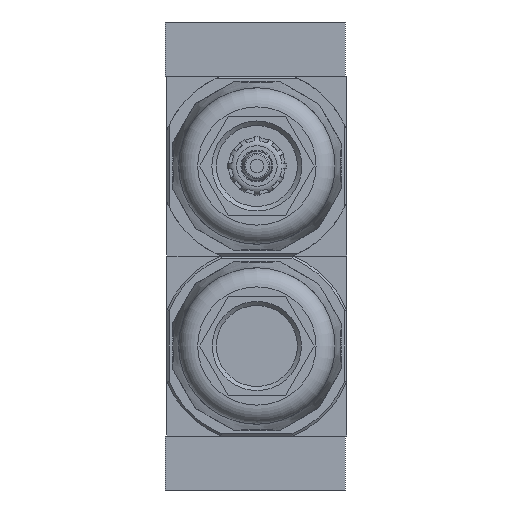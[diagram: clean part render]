
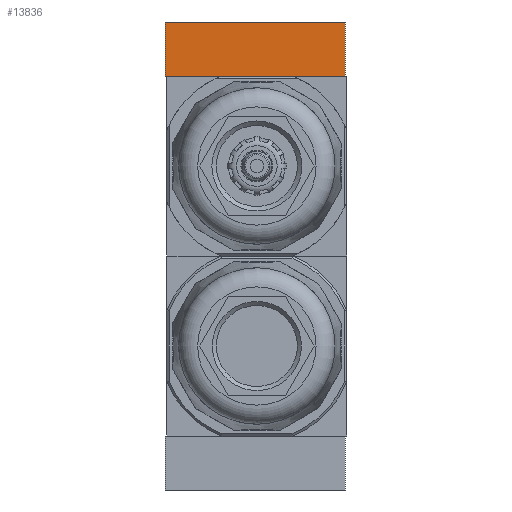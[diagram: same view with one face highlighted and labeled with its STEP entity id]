
A CAD part, front view. The second image highlights one B-rep face of the part: STEP entity #13836.
In plain terms, the highlighted planar face has unit normal (0, -1, 0).
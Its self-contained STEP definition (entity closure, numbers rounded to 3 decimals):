
#1663=ORIENTED_EDGE('',*,*,#5827,.T.);
#1664=ORIENTED_EDGE('',*,*,#5850,.F.);
#1665=ORIENTED_EDGE('',*,*,#5851,.F.);
#1666=ORIENTED_EDGE('',*,*,#5847,.T.);
#5827=EDGE_CURVE('',#7919,#7921,#9373,.T.);
#5847=EDGE_CURVE('',#7941,#7919,#9380,.T.);
#5850=EDGE_CURVE('',#7943,#7921,#9383,.T.);
#5851=EDGE_CURVE('',#7941,#7943,#9384,.T.);
#7919=VERTEX_POINT('',#24760);
#7921=VERTEX_POINT('',#24764);
#7941=VERTEX_POINT('',#24806);
#7943=VERTEX_POINT('',#24812);
#9373=LINE('',#24765,#10307);
#9380=LINE('',#24805,#10314);
#9383=LINE('',#24811,#10317);
#9384=LINE('',#24813,#10318);
#10307=VECTOR('',#20613,1000.);
#10314=VECTOR('',#20648,1000.);
#10317=VECTOR('',#20653,1000.);
#10318=VECTOR('',#20654,1000.);
#11245=EDGE_LOOP('',(#1663,#1664,#1665,#1666));
#12311=FACE_BOUND('',#11245,.T.);
#13382=PLANE('',#19014);
#13836=ADVANCED_FACE('',(#12311),#13382,.F.);
#19014=AXIS2_PLACEMENT_3D('',#24810,#20651,#20652);
#20613=DIRECTION('',(1.,0.,0.));
#20648=DIRECTION('',(0.,0.,-1.));
#20651=DIRECTION('',(0.,1.,0.));
#20652=DIRECTION('',(0.,0.,1.));
#20653=DIRECTION('',(0.,0.,-1.));
#20654=DIRECTION('',(1.,0.,0.));
#24760=CARTESIAN_POINT('',(-20.,-10.,-6.));
#24764=CARTESIAN_POINT('',(20.,-10.,-6.));
#24765=CARTESIAN_POINT('',(-20.,-10.,-6.));
#24805=CARTESIAN_POINT('',(-20.,-10.,6.));
#24806=CARTESIAN_POINT('',(-20.,-10.,6.));
#24810=CARTESIAN_POINT('',(-20.,-10.,6.));
#24811=CARTESIAN_POINT('',(20.,-10.,6.));
#24812=CARTESIAN_POINT('',(20.,-10.,6.));
#24813=CARTESIAN_POINT('',(-20.,-10.,6.));
